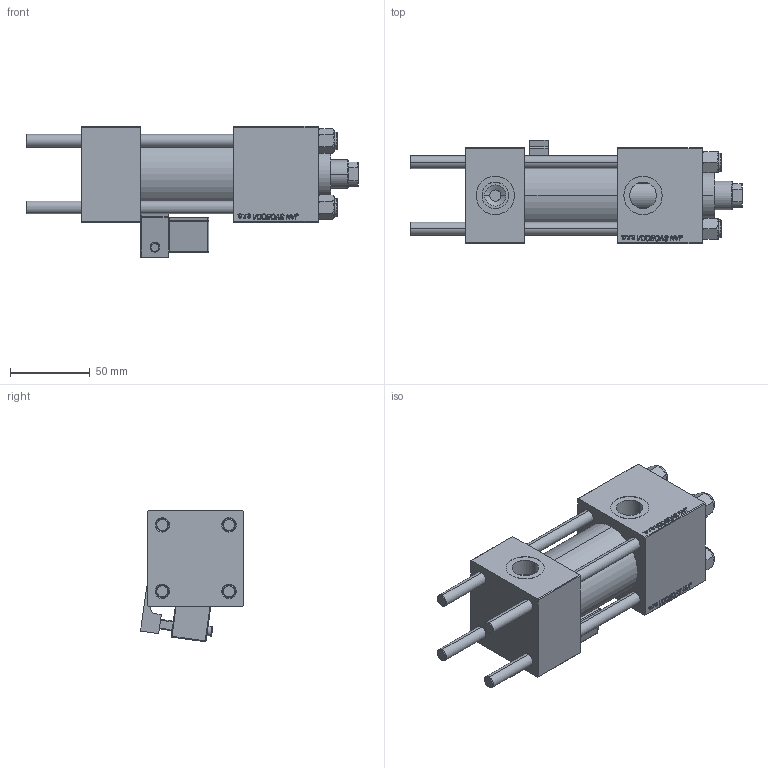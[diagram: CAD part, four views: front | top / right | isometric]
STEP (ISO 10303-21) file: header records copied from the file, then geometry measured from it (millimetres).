
FILE_DESCRIPTION (( 'STEP AP203' ), '1' );
FILE_NAME ('8712.STEP', '2023-08-26T15:43:06', ( '' ), ( '' ), 'SwSTEP 2.0', 'SolidWorks 2019', '' );
FILE_SCHEMA (( 'CONFIG_CONTROL_DESIGN' ));
Length unit declared in the file: millimetre
Products named in the file (7): CR025_012_A_0_G_A_G_M_020_+#_##_TYCINKA 1197e2b41a32e8062bab05b3e91a4d0d; 8712; V215CR_MSU 1197e2b41a32e8062bab05b3e91a4d0d; V215CR_BODY_A 1197e2b41a32e8062bab05b3e91a4d0d; V215_VC_A 1197e2b41a32e8062bab05b3e91a4d0d; V215CR_VCP 1197e2b41a32e8062bab05b3e91a4d0d; NUT_M5 1197e2b41a32e8062bab05b3e91a4d0d
Assembly tree (12 placements, depth 2):
  8712
    V215CR_BODY_A 1197e2b41a32e8062bab05b3e91a4d0d
    CR025_012_A_0_G_A_G_M_020_+#_##_TYCINKA 1197e2b41a32e8062bab05b3e91a4d0d  x4
    NUT_M5 1197e2b41a32e8062bab05b3e91a4d0d  x4
    V215CR_VCP 1197e2b41a32e8062bab05b3e91a4d0d
    V215_VC_A 1197e2b41a32e8062bab05b3e91a4d0d
    V215CR_MSU 1197e2b41a32e8062bab05b3e91a4d0d
Bounding box: 208 x 64.58 x 82.4 mm (x, y, z)
Volume: 434317.6 mm3; surface area: 120049.7 mm2
Topology: 12 solids, 12 shells, 1212 faces, 3035 edges, 1949 vertices
Faces by surface type: plane 550, bspline 392, cone 136, cylinder 108, torus 14, sphere 12
Entity records: 52068 total; most frequent: CARTESIAN_POINT 27366, ORIENTED_EDGE 5538, DIRECTION 3635, EDGE_CURVE 2769, VERTEX_POINT 1805, VECTOR 1683, LINE 1683, EDGE_LOOP 1224
